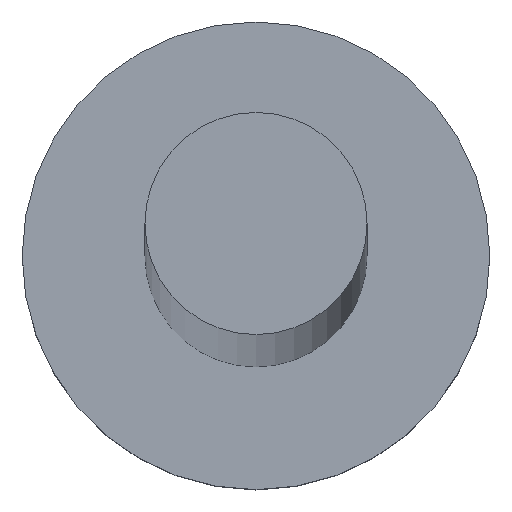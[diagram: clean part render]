
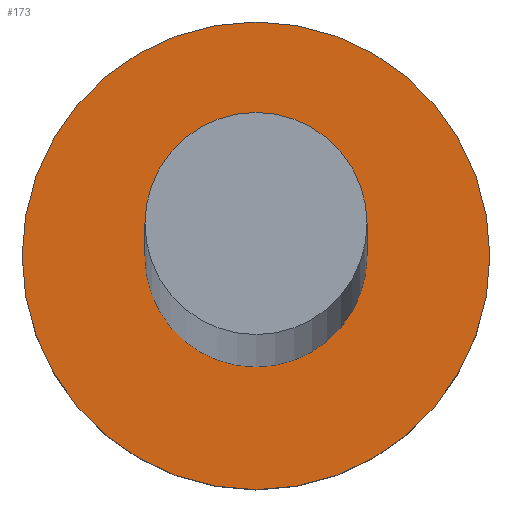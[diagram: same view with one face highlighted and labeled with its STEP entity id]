
A CAD part, top view. The second image highlights one B-rep face of the part: STEP entity #173.
In plain terms, the highlighted planar face has unit normal (0, 0, 1).
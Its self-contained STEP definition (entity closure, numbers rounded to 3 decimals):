
#6 = DIRECTION ( 'NONE',  ( 0., 0., 1. ) ) ;
#12 = DIRECTION ( 'NONE',  ( 0., 0., 1. ) ) ;
#13 = ORIENTED_EDGE ( 'NONE', *, *, #254, .T. ) ;
#15 = CARTESIAN_POINT ( 'NONE',  ( 0., 0., 1.5 ) ) ;
#19 = ORIENTED_EDGE ( 'NONE', *, *, #121, .T. ) ;
#26 = CARTESIAN_POINT ( 'NONE',  ( -2., 0., 1.5 ) ) ;
#41 = ORIENTED_EDGE ( 'NONE', *, *, #230, .F. ) ;
#44 = EDGE_CURVE ( 'NONE', #152, #92, #248, .T. ) ;
#51 = EDGE_LOOP ( 'NONE', ( #41, #74 ) ) ;
#57 = AXIS2_PLACEMENT_3D ( 'NONE', #144, #223, #225 ) ;
#66 = CARTESIAN_POINT ( 'NONE',  ( 0.95, 0., 1.5 ) ) ;
#70 = FACE_OUTER_BOUND ( 'NONE', #96, .T. ) ;
#74 = ORIENTED_EDGE ( 'NONE', *, *, #44, .F. ) ;
#82 = CIRCLE ( 'NONE', #122, 2. ) ;
#92 = VERTEX_POINT ( 'NONE', #218 ) ;
#96 = EDGE_LOOP ( 'NONE', ( #19, #13 ) ) ;
#102 = DIRECTION ( 'NONE',  ( 1., 0., 0. ) ) ;
#118 = VERTEX_POINT ( 'NONE', #26 ) ;
#121 = EDGE_CURVE ( 'NONE', #118, #188, #169, .T. ) ;
#122 = AXIS2_PLACEMENT_3D ( 'NONE', #185, #12, #207 ) ;
#133 = AXIS2_PLACEMENT_3D ( 'NONE', #178, #6, #102 ) ;
#138 = DIRECTION ( 'NONE',  ( 0., 0., 1. ) ) ;
#142 = AXIS2_PLACEMENT_3D ( 'NONE', #237, #138, #157 ) ;
#144 = CARTESIAN_POINT ( 'NONE',  ( 0., 0., 1.5 ) ) ;
#152 = VERTEX_POINT ( 'NONE', #66 ) ;
#157 = DIRECTION ( 'NONE',  ( 1., 0., 0. ) ) ;
#168 = DIRECTION ( 'NONE',  ( 0., 0., 1. ) ) ;
#169 = CIRCLE ( 'NONE', #133, 2. ) ;
#173 = ADVANCED_FACE ( 'NONE', ( #187, #70 ), #246, .T. ) ;
#178 = CARTESIAN_POINT ( 'NONE',  ( 0., 0., 1.5 ) ) ;
#182 = AXIS2_PLACEMENT_3D ( 'NONE', #15, #168, #251 ) ;
#185 = CARTESIAN_POINT ( 'NONE',  ( 0., 0., 1.5 ) ) ;
#187 = FACE_BOUND ( 'NONE', #51, .T. ) ;
#188 = VERTEX_POINT ( 'NONE', #189 ) ;
#189 = CARTESIAN_POINT ( 'NONE',  ( 2., 0., 1.5 ) ) ;
#207 = DIRECTION ( 'NONE',  ( 1., 0., 0. ) ) ;
#211 = CIRCLE ( 'NONE', #57, 0.95 ) ;
#218 = CARTESIAN_POINT ( 'NONE',  ( -0.95, 0., 1.5 ) ) ;
#223 = DIRECTION ( 'NONE',  ( 0., 0., 1. ) ) ;
#225 = DIRECTION ( 'NONE',  ( 1., 0., 0. ) ) ;
#230 = EDGE_CURVE ( 'NONE', #92, #152, #211, .T. ) ;
#237 = CARTESIAN_POINT ( 'NONE',  ( 0., 0., 1.5 ) ) ;
#246 = PLANE ( 'NONE',  #182 ) ;
#248 = CIRCLE ( 'NONE', #142, 0.95 ) ;
#251 = DIRECTION ( 'NONE',  ( 1., 0., 0. ) ) ;
#254 = EDGE_CURVE ( 'NONE', #188, #118, #82, .T. ) ;
